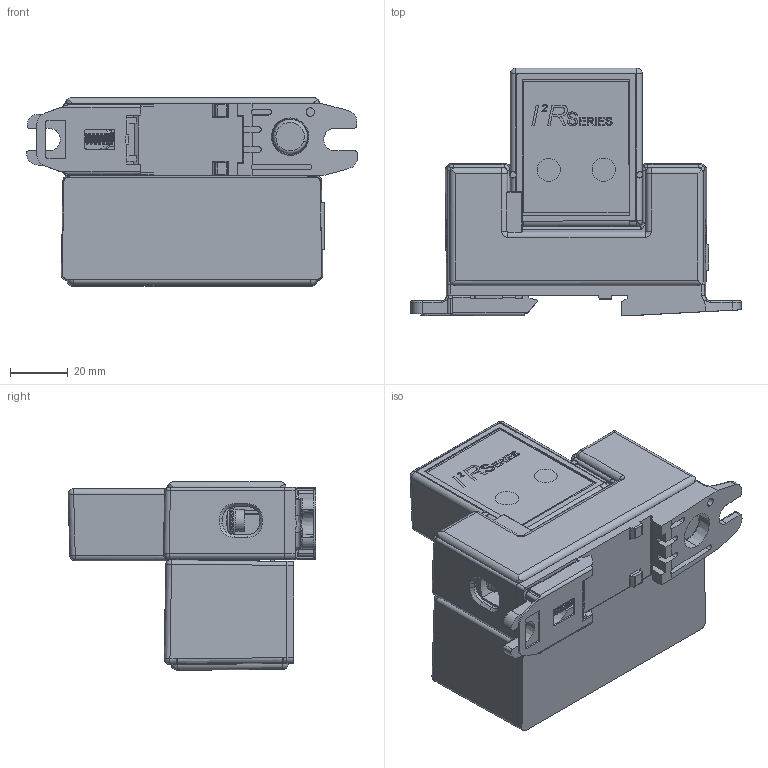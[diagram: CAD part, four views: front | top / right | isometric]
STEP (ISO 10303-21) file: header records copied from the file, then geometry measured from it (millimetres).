
FILE_DESCRIPTION (( 'STEP AP214' ), '1' );
FILE_NAME ('1101-525-1100-E.STEP', '2019-01-16T17:27:08', ( '' ), ( '' ), 'SwSTEP 2.0', 'SolidWorks 2018', '' );
FILE_SCHEMA (( 'AUTOMOTIVE_DESIGN' ));
Length unit declared in the file: inch
Products named in the file (29): 2003-1190; 2400-163; 2004-073; 2003-1189; 2102-194; plug2^2500-210; 2004-071; 2102-195 rev 01; 3800-184; 1000-940; 1101-525-1100-E; 2001-136_2001-136; 1000-851; Lug^2105-250; 2003-1052; 2500-207; 2500-206; 2107-225_Bent; plug1^2500-210; 2500-210; 2003-1201; 2500-160; 2105-250; 2001-138; SSHDOGSLT 0.4375-20x0.4375-S; 2004-072 REV 01; 2001-137 REV 03; 2200-272; 2250-604
Assembly tree (34 placements, depth 4):
  1101-525-1100-E
    2250-604
      1000-940
        2001-136_2001-136
        2004-071
      2001-138
      2500-206
      2004-073
      2200-272
      2500-207
      2500-160
      2500-210
        plug1^2500-210  x2
        plug2^2500-210
      2105-250  x2
        Lug^2105-250
        SSHDOGSLT 0.4375-20x0.4375-S
      2102-194  x3
      2400-163  x2
      3800-184
      2003-1201
    1000-851
      2001-137 REV 03
      2004-072 REV 01
      2102-195 rev 01  x2
      2003-1190
      2003-1189
      2107-225_Bent
      2003-1052
Bounding box: 114.63 x 85.79 x 65.32 mm (x, y, z)
Volume: 117757.6 mm3; surface area: 124007.8 mm2
Topology: 48 solids, 48 shells, 3312 faces, 8598 edges, 5576 vertices
Faces by surface type: plane 1933, cylinder 530, bspline 467, cone 245, torus 103, sphere 34
Entity records: 147900 total; most frequent: CARTESIAN_POINT 54245, ORIENTED_EDGE 16104, DIRECTION 13337, EDGE_CURVE 8052, VECTOR 5469, LINE 5469, VERTEX_POINT 5238, AXIS2_PLACEMENT_3D 3934
